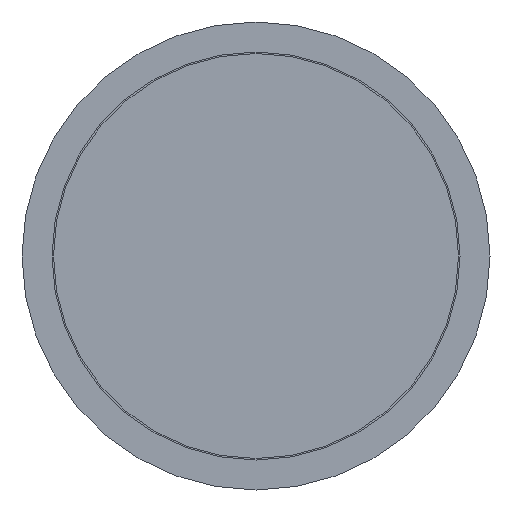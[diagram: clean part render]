
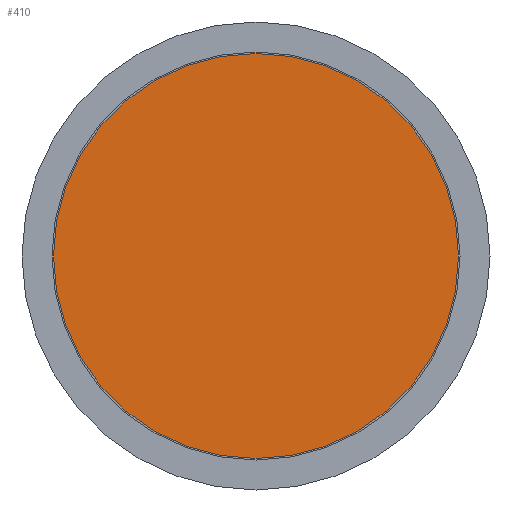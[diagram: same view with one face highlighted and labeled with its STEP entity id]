
A CAD part, front view. The second image highlights one B-rep face of the part: STEP entity #410.
In plain terms, the highlighted planar face has unit normal (0, -1, 0).
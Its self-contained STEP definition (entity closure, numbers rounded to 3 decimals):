
#37 = CARTESIAN_POINT ( 'NONE',  ( -33.75, 0., 0. ) ) ;
#43 = FACE_OUTER_BOUND ( 'NONE', #60, .T. ) ;
#60 = EDGE_LOOP ( 'NONE', ( #275 ) ) ;
#67 = CIRCLE ( 'NONE', #248, 33.75 ) ;
#68 = CARTESIAN_POINT ( 'NONE',  ( 0., 0., 0. ) ) ;
#248 = AXIS2_PLACEMENT_3D ( 'NONE', #68, #438, #285 ) ;
#275 = ORIENTED_EDGE ( 'NONE', *, *, #326, .T. ) ;
#285 = DIRECTION ( 'NONE',  ( 0., 0., -1. ) ) ;
#326 = EDGE_CURVE ( 'NONE', #434, #434, #67, .T. ) ;
#328 = DIRECTION ( 'NONE',  ( 0., 0., 1. ) ) ;
#410 = ADVANCED_FACE ( 'NONE', ( #43 ), #543, .F. ) ;
#434 = VERTEX_POINT ( 'NONE', #437 ) ;
#437 = CARTESIAN_POINT ( 'NONE',  ( 0., 0., -33.75 ) ) ;
#438 = DIRECTION ( 'NONE',  ( 0., -1., 0. ) ) ;
#493 = AXIS2_PLACEMENT_3D ( 'NONE', #37, #538, #328 ) ;
#538 = DIRECTION ( 'NONE',  ( 0., 1., 0. ) ) ;
#543 = PLANE ( 'NONE',  #493 ) ;
